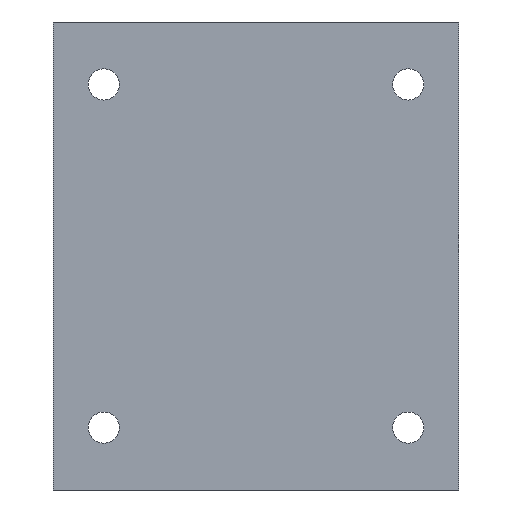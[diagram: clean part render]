
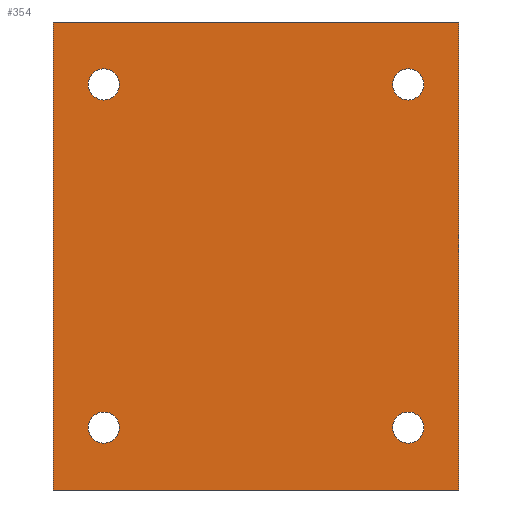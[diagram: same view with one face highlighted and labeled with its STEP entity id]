
A CAD part, front view. The second image highlights one B-rep face of the part: STEP entity #354.
In plain terms, the highlighted planar face has unit normal (0, -1, 0).
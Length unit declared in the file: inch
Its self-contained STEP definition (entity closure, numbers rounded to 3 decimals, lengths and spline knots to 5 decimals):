
#77=DIRECTION('',(0.,0.,1.));
#78=VECTOR('',#77,60.);
#79=CARTESIAN_POINT('',(26.,-3.,-30.));
#80=LINE('',#79,#78);
#81=DIRECTION('',(1.,0.,0.));
#82=VECTOR('',#81,52.);
#83=CARTESIAN_POINT('',(-26.,-3.,-30.));
#84=LINE('',#83,#82);
#85=DIRECTION('',(0.,0.,-1.));
#86=VECTOR('',#85,60.);
#87=CARTESIAN_POINT('',(-26.,-3.,30.));
#88=LINE('',#87,#86);
#89=DIRECTION('',(-1.,0.,0.));
#90=VECTOR('',#89,52.);
#91=CARTESIAN_POINT('',(26.,-3.,30.));
#92=LINE('',#91,#90);
#93=CARTESIAN_POINT('',(-19.5,-3.,-22.));
#94=DIRECTION('',(0.,1.,0.));
#95=DIRECTION('',(1.,0.,0.));
#96=AXIS2_PLACEMENT_3D('',#93,#94,#95);
#98=CARTESIAN_POINT('',(-19.5,-3.,-22.));
#99=DIRECTION('',(0.,1.,0.));
#100=DIRECTION('',(-1.,0.,0.));
#101=AXIS2_PLACEMENT_3D('',#98,#99,#100);
#103=CARTESIAN_POINT('',(19.5,-3.,-22.));
#104=DIRECTION('',(0.,1.,0.));
#105=DIRECTION('',(1.,0.,0.));
#106=AXIS2_PLACEMENT_3D('',#103,#104,#105);
#108=CARTESIAN_POINT('',(19.5,-3.,-22.));
#109=DIRECTION('',(0.,1.,0.));
#110=DIRECTION('',(-1.,0.,0.));
#111=AXIS2_PLACEMENT_3D('',#108,#109,#110);
#113=CARTESIAN_POINT('',(-19.5,-3.,22.));
#114=DIRECTION('',(0.,1.,0.));
#115=DIRECTION('',(1.,0.,0.));
#116=AXIS2_PLACEMENT_3D('',#113,#114,#115);
#118=CARTESIAN_POINT('',(-19.5,-3.,22.));
#119=DIRECTION('',(0.,1.,0.));
#120=DIRECTION('',(-1.,0.,0.));
#121=AXIS2_PLACEMENT_3D('',#118,#119,#120);
#123=CARTESIAN_POINT('',(19.5,-3.,22.));
#124=DIRECTION('',(0.,1.,0.));
#125=DIRECTION('',(1.,0.,0.));
#126=AXIS2_PLACEMENT_3D('',#123,#124,#125);
#128=CARTESIAN_POINT('',(19.5,-3.,22.));
#129=DIRECTION('',(0.,1.,0.));
#130=DIRECTION('',(-1.,0.,0.));
#131=AXIS2_PLACEMENT_3D('',#128,#129,#130);
#169=CARTESIAN_POINT('',(26.,-3.,-30.));
#170=CARTESIAN_POINT('',(26.,-3.,30.));
#171=VERTEX_POINT('',#169);
#172=VERTEX_POINT('',#170);
#173=CARTESIAN_POINT('',(-26.,-3.,30.));
#174=VERTEX_POINT('',#173);
#175=CARTESIAN_POINT('',(-26.,-3.,-30.));
#176=VERTEX_POINT('',#175);
#193=CARTESIAN_POINT('',(21.5,-3.,22.));
#194=CARTESIAN_POINT('',(17.5,-3.,22.));
#195=VERTEX_POINT('',#193);
#196=VERTEX_POINT('',#194);
#197=CARTESIAN_POINT('',(-17.5,-3.,22.));
#198=CARTESIAN_POINT('',(-21.5,-3.,22.));
#199=VERTEX_POINT('',#197);
#200=VERTEX_POINT('',#198);
#201=CARTESIAN_POINT('',(21.5,-3.,-22.));
#202=CARTESIAN_POINT('',(17.5,-3.,-22.));
#203=VERTEX_POINT('',#201);
#204=VERTEX_POINT('',#202);
#205=CARTESIAN_POINT('',(-17.5,-3.,-22.));
#206=CARTESIAN_POINT('',(-21.5,-3.,-22.));
#207=VERTEX_POINT('',#205);
#208=VERTEX_POINT('',#206);
#320=CARTESIAN_POINT('',(0.,-3.,0.));
#321=DIRECTION('',(0.,-1.,0.));
#322=DIRECTION('',(-1.,0.,0.));
#323=AXIS2_PLACEMENT_3D('',#320,#321,#322);
#324=PLANE('',#323);
#325=ORIENTED_EDGE('',*,*,#272,.F.);
#326=ORIENTED_EDGE('',*,*,#287,.F.);
#327=ORIENTED_EDGE('',*,*,#301,.F.);
#328=ORIENTED_EDGE('',*,*,#314,.F.);
#329=EDGE_LOOP('',(#325,#326,#327,#328));
#330=FACE_OUTER_BOUND('',#329,.F.);
#332=ORIENTED_EDGE('',*,*,#331,.F.);
#333=ORIENTED_EDGE('',*,*,#218,.F.);
#334=EDGE_LOOP('',(#332,#333));
#335=FACE_BOUND('',#334,.F.);
#337=ORIENTED_EDGE('',*,*,#336,.F.);
#339=ORIENTED_EDGE('',*,*,#338,.F.);
#340=EDGE_LOOP('',(#337,#339));
#341=FACE_BOUND('',#340,.F.);
#343=ORIENTED_EDGE('',*,*,#342,.F.);
#345=ORIENTED_EDGE('',*,*,#344,.F.);
#346=EDGE_LOOP('',(#343,#345));
#347=FACE_BOUND('',#346,.F.);
#349=ORIENTED_EDGE('',*,*,#348,.F.);
#351=ORIENTED_EDGE('',*,*,#350,.F.);
#352=EDGE_LOOP('',(#349,#351));
#353=FACE_BOUND('',#352,.F.);
#97=CIRCLE('',#96,2.);
#102=CIRCLE('',#101,2.);
#107=CIRCLE('',#106,2.);
#112=CIRCLE('',#111,2.);
#117=CIRCLE('',#116,2.);
#122=CIRCLE('',#121,2.);
#127=CIRCLE('',#126,2.);
#132=CIRCLE('',#131,2.);
#218=EDGE_CURVE('',#208,#207,#102,.T.);
#272=EDGE_CURVE('',#171,#172,#80,.T.);
#287=EDGE_CURVE('',#176,#171,#84,.T.);
#301=EDGE_CURVE('',#174,#176,#88,.T.);
#314=EDGE_CURVE('',#172,#174,#92,.T.);
#331=EDGE_CURVE('',#207,#208,#97,.T.);
#336=EDGE_CURVE('',#203,#204,#107,.T.);
#338=EDGE_CURVE('',#204,#203,#112,.T.);
#342=EDGE_CURVE('',#199,#200,#117,.T.);
#344=EDGE_CURVE('',#200,#199,#122,.T.);
#348=EDGE_CURVE('',#195,#196,#127,.T.);
#350=EDGE_CURVE('',#196,#195,#132,.T.);
#354=ADVANCED_FACE('',(#330,#335,#341,#347,#353),#324,.T.);
